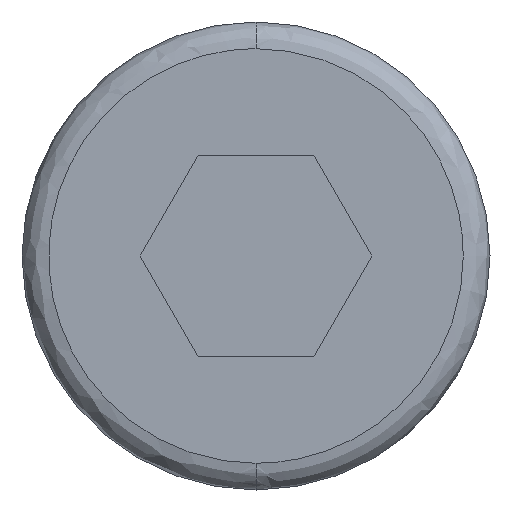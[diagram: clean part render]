
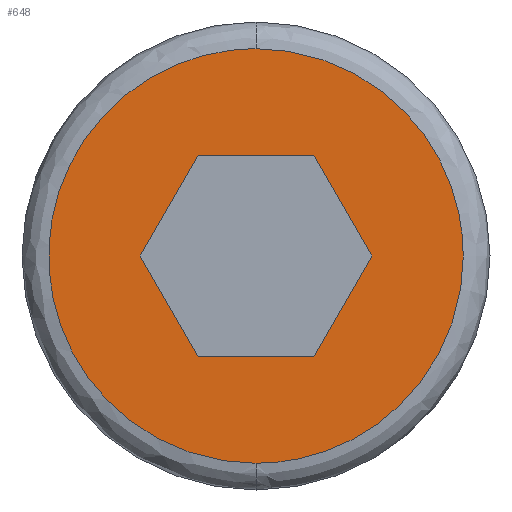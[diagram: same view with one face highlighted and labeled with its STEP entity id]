
A CAD part, front view. The second image highlights one B-rep face of the part: STEP entity #648.
In plain terms, the highlighted planar face has unit normal (0, -1, 0).
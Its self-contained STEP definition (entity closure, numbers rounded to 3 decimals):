
#2 = DIRECTION ( 'NONE',  ( 1., 0., 0. ) ) ;
#7 = VERTEX_POINT ( 'NONE', #217 ) ;
#10 = EDGE_LOOP ( 'NONE', ( #301, #512, #725, #548, #289, #71 ) ) ;
#14 = DIRECTION ( 'NONE',  ( 0., 0., -1. ) ) ;
#22 = CARTESIAN_POINT ( 'NONE',  ( 0., -4., 3.1 ) ) ;
#34 =( BOUNDED_CURVE ( )  B_SPLINE_CURVE ( 3, ( #560, #311, #315, #368, #125, #681, #22 ),
 .UNSPECIFIED., .F., .F. ) 
 B_SPLINE_CURVE_WITH_KNOTS ( ( 4, 3, 4 ),
 ( 0.333, 0.667, 1. ),
 .UNSPECIFIED. ) 
 CURVE ( )  GEOMETRIC_REPRESENTATION_ITEM ( )  RATIONAL_B_SPLINE_CURVE ( ( 1., 0.805, 0.805, 1., 0.805, 0.805, 1. ) ) 
 REPRESENTATION_ITEM ( '' )  );
#38 = CARTESIAN_POINT ( 'NONE',  ( 0., -4., 3.1 ) ) ;
#52 = ORIENTED_EDGE ( 'NONE', *, *, #312, .F. ) ;
#66 = FACE_OUTER_BOUND ( 'NONE', #719, .T. ) ;
#71 = ORIENTED_EDGE ( 'NONE', *, *, #267, .T. ) ;
#93 = CARTESIAN_POINT ( 'NONE',  ( 1.816, -4., -3.1 ) ) ;
#97 = EDGE_CURVE ( 'NONE', #412, #372, #678, .T. ) ;
#101 = VERTEX_POINT ( 'NONE', #38 ) ;
#105 = CARTESIAN_POINT ( 'NONE',  ( 0.866, -4., 1.5 ) ) ;
#111 = VERTEX_POINT ( 'NONE', #339 ) ;
#125 = CARTESIAN_POINT ( 'NONE',  ( -3.1, -4., 1.816 ) ) ;
#131 = CARTESIAN_POINT ( 'NONE',  ( 1.732, -4., 0. ) ) ;
#132 = LINE ( 'NONE', #298, #218 ) ;
#163 = AXIS2_PLACEMENT_3D ( 'NONE', #521, #171, #14 ) ;
#166 = EDGE_CURVE ( 'NONE', #373, #111, #401, .T. ) ;
#171 = DIRECTION ( 'NONE',  ( 0., -1., 0. ) ) ;
#190 = ORIENTED_EDGE ( 'NONE', *, *, #166, .F. ) ;
#217 = CARTESIAN_POINT ( 'NONE',  ( -0.866, -4., -1.5 ) ) ;
#218 = VECTOR ( 'NONE', #667, 1000. ) ;
#219 = CARTESIAN_POINT ( 'NONE',  ( -1.299, -4., 0.75 ) ) ;
#228 = CARTESIAN_POINT ( 'NONE',  ( 0., -4., -3.1 ) ) ;
#234 = VECTOR ( 'NONE', #461, 1000. ) ;
#250 =( BOUNDED_CURVE ( )  B_SPLINE_CURVE ( 3, ( #655, #286, #414, #344 ),
 .UNSPECIFIED., .F., .F. ) 
 B_SPLINE_CURVE_WITH_KNOTS ( ( 4, 4 ),
 ( 0., 1. ),
 .UNSPECIFIED. ) 
 CURVE ( )  GEOMETRIC_REPRESENTATION_ITEM ( )  RATIONAL_B_SPLINE_CURVE ( ( 1., 0.805, 0.805, 1. ) ) 
 REPRESENTATION_ITEM ( '' )  );
#267 = EDGE_CURVE ( 'NONE', #722, #280, #493, .T. ) ;
#280 = VERTEX_POINT ( 'NONE', #105 ) ;
#286 = CARTESIAN_POINT ( 'NONE',  ( 1.816, -4., 3.1 ) ) ;
#289 = ORIENTED_EDGE ( 'NONE', *, *, #534, .T. ) ;
#298 = CARTESIAN_POINT ( 'NONE',  ( 0.433, -4., -1.5 ) ) ;
#299 = VECTOR ( 'NONE', #415, 1000. ) ;
#301 = ORIENTED_EDGE ( 'NONE', *, *, #330, .T. ) ;
#311 = CARTESIAN_POINT ( 'NONE',  ( -1.816, -4., -3.1 ) ) ;
#312 = EDGE_CURVE ( 'NONE', #101, #373, #250, .T. ) ;
#315 = CARTESIAN_POINT ( 'NONE',  ( -3.1, -4., -1.816 ) ) ;
#330 = EDGE_CURVE ( 'NONE', #280, #412, #398, .T. ) ;
#332 = VERTEX_POINT ( 'NONE', #683 ) ;
#339 = CARTESIAN_POINT ( 'NONE',  ( 0., -4., -3.1 ) ) ;
#344 = CARTESIAN_POINT ( 'NONE',  ( 3.1, -4., 0. ) ) ;
#368 = CARTESIAN_POINT ( 'NONE',  ( -3.1, -4., 0. ) ) ;
#372 = VERTEX_POINT ( 'NONE', #617 ) ;
#373 = VERTEX_POINT ( 'NONE', #749 ) ;
#375 = FACE_BOUND ( 'NONE', #10, .T. ) ;
#381 = CARTESIAN_POINT ( 'NONE',  ( 1.299, -4., 0.75 ) ) ;
#383 = DIRECTION ( 'NONE',  ( 0.5, 0., -0.866 ) ) ;
#385 = VECTOR ( 'NONE', #383, 1000. ) ;
#398 = LINE ( 'NONE', #381, #385 ) ;
#401 =( BOUNDED_CURVE ( )  B_SPLINE_CURVE ( 3, ( #584, #520, #93, #228 ),
 .UNSPECIFIED., .F., .F. ) 
 B_SPLINE_CURVE_WITH_KNOTS ( ( 4, 4 ),
 ( 0., 0.333 ),
 .UNSPECIFIED. ) 
 CURVE ( )  GEOMETRIC_REPRESENTATION_ITEM ( )  RATIONAL_B_SPLINE_CURVE ( ( 1., 0.805, 0.805, 1. ) ) 
 REPRESENTATION_ITEM ( '' )  );
#412 = VERTEX_POINT ( 'NONE', #131 ) ;
#414 = CARTESIAN_POINT ( 'NONE',  ( 3.1, -4., 1.816 ) ) ;
#415 = DIRECTION ( 'NONE',  ( -0.5, 0., 0.866 ) ) ;
#422 = VECTOR ( 'NONE', #2, 1000. ) ;
#455 = LINE ( 'NONE', #544, #299 ) ;
#461 = DIRECTION ( 'NONE',  ( -0.5, 0., -0.866 ) ) ;
#465 = PLANE ( 'NONE',  #163 ) ;
#479 = CARTESIAN_POINT ( 'NONE',  ( -0.866, -4., 1.5 ) ) ;
#493 = LINE ( 'NONE', #662, #422 ) ;
#512 = ORIENTED_EDGE ( 'NONE', *, *, #97, .T. ) ;
#520 = CARTESIAN_POINT ( 'NONE',  ( 3.1, -4., -1.816 ) ) ;
#521 = CARTESIAN_POINT ( 'NONE',  ( 0., -4., 0. ) ) ;
#534 = EDGE_CURVE ( 'NONE', #332, #722, #724, .T. ) ;
#544 = CARTESIAN_POINT ( 'NONE',  ( -1.299, -4., -0.75 ) ) ;
#548 = ORIENTED_EDGE ( 'NONE', *, *, #676, .T. ) ;
#556 = ORIENTED_EDGE ( 'NONE', *, *, #774, .F. ) ;
#560 = CARTESIAN_POINT ( 'NONE',  ( 0., -4., -3.1 ) ) ;
#584 = CARTESIAN_POINT ( 'NONE',  ( 3.1, -4., 0. ) ) ;
#585 = VECTOR ( 'NONE', #693, 1000. ) ;
#617 = CARTESIAN_POINT ( 'NONE',  ( 0.866, -4., -1.5 ) ) ;
#648 = ADVANCED_FACE ( 'NONE', ( #375, #66 ), #465, .T. ) ;
#649 = CARTESIAN_POINT ( 'NONE',  ( 1.732, -4., 0. ) ) ;
#655 = CARTESIAN_POINT ( 'NONE',  ( 0., -4., 3.1 ) ) ;
#662 = CARTESIAN_POINT ( 'NONE',  ( 0., -4., 1.5 ) ) ;
#667 = DIRECTION ( 'NONE',  ( -1., 0., 0. ) ) ;
#676 = EDGE_CURVE ( 'NONE', #7, #332, #455, .T. ) ;
#678 = LINE ( 'NONE', #649, #234 ) ;
#681 = CARTESIAN_POINT ( 'NONE',  ( -1.816, -4., 3.1 ) ) ;
#682 = EDGE_CURVE ( 'NONE', #372, #7, #132, .T. ) ;
#683 = CARTESIAN_POINT ( 'NONE',  ( -1.732, -4., 0. ) ) ;
#693 = DIRECTION ( 'NONE',  ( 0.5, 0., 0.866 ) ) ;
#719 = EDGE_LOOP ( 'NONE', ( #52, #556, #190 ) ) ;
#722 = VERTEX_POINT ( 'NONE', #479 ) ;
#724 = LINE ( 'NONE', #219, #585 ) ;
#725 = ORIENTED_EDGE ( 'NONE', *, *, #682, .T. ) ;
#749 = CARTESIAN_POINT ( 'NONE',  ( 3.1, -4., 0. ) ) ;
#774 = EDGE_CURVE ( 'NONE', #111, #101, #34, .T. ) ;
